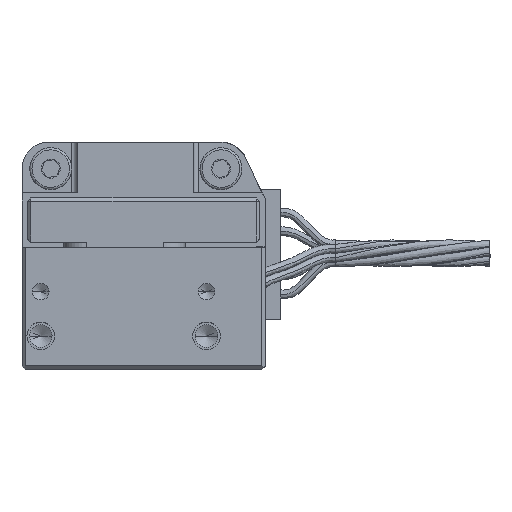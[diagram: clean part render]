
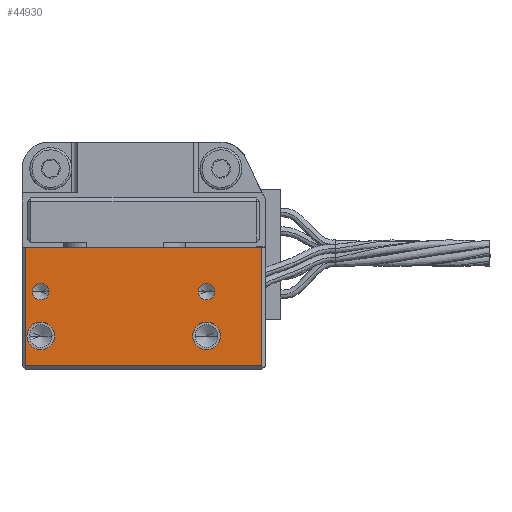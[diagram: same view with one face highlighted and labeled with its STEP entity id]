
A CAD part, top view. The second image highlights one B-rep face of the part: STEP entity #44930.
In plain terms, the highlighted planar face has unit normal (0, 0, 1).
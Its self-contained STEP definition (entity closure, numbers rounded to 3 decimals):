
#382 = AXIS2_PLACEMENT_3D ( 'NONE', #28477, #14528, #36176 ) ;
#2523 = PLANE ( 'NONE',  #13672 ) ;
#3043 = VECTOR ( 'NONE', #17713, 1000. ) ;
#3151 = EDGE_CURVE ( 'NONE', #8454, #16395, #40775, .T. ) ;
#3312 = CARTESIAN_POINT ( 'NONE',  ( -7.85, 7., 42. ) ) ;
#3510 = LINE ( 'NONE', #10500, #3043 ) ;
#3516 = ORIENTED_EDGE ( 'NONE', *, *, #6019, .F. ) ;
#3731 = CARTESIAN_POINT ( 'NONE',  ( -8.6, 7., 42. ) ) ;
#4223 = AXIS2_PLACEMENT_3D ( 'NONE', #36515, #7911, #12074 ) ;
#4310 = CARTESIAN_POINT ( 'NONE',  ( -8.6, 3., 42. ) ) ;
#4763 = ORIENTED_EDGE ( 'NONE', *, *, #15590, .F. ) ;
#5806 = DIRECTION ( 'NONE',  ( 0., 0., -1. ) ) ;
#6019 = EDGE_CURVE ( 'NONE', #45078, #15898, #6131, .T. ) ;
#6131 = CIRCLE ( 'NONE', #28380, 0.75 ) ;
#6541 = DIRECTION ( 'NONE',  ( 0., 0., 1. ) ) ;
#7874 = ORIENTED_EDGE ( 'NONE', *, *, #25227, .F. ) ;
#7884 = ORIENTED_EDGE ( 'NONE', *, *, #3151, .T. ) ;
#7905 = CARTESIAN_POINT ( 'NONE',  ( 5.65, 7., 42. ) ) ;
#7911 = DIRECTION ( 'NONE',  ( 0., 0., 1. ) ) ;
#8454 = VERTEX_POINT ( 'NONE', #14098 ) ;
#9524 = FACE_BOUND ( 'NONE', #27276, .T. ) ;
#10163 = CIRCLE ( 'NONE', #27234, 0.75 ) ;
#10500 = CARTESIAN_POINT ( 'NONE',  ( -10., 20.6, 42. ) ) ;
#10550 = DIRECTION ( 'NONE',  ( 1., 0., 0. ) ) ;
#11828 = VERTEX_POINT ( 'NONE', #30629 ) ;
#11957 = CARTESIAN_POINT ( 'NONE',  ( 6.4, 7., 42. ) ) ;
#12074 = DIRECTION ( 'NONE',  ( 1., 0., 0. ) ) ;
#13211 = EDGE_LOOP ( 'NONE', ( #32198, #7874 ) ) ;
#13237 = FACE_BOUND ( 'NONE', #31434, .T. ) ;
#13267 = DIRECTION ( 'NONE',  ( 0., 0., 1. ) ) ;
#13672 = AXIS2_PLACEMENT_3D ( 'NONE', #16727, #5806, #30919 ) ;
#13922 = CARTESIAN_POINT ( 'NONE',  ( -9.35, 7., 42. ) ) ;
#14098 = CARTESIAN_POINT ( 'NONE',  ( -10., 0.3, 42. ) ) ;
#14528 = DIRECTION ( 'NONE',  ( 0., 0., 1. ) ) ;
#15191 = EDGE_CURVE ( 'NONE', #38977, #18257, #35374, .T. ) ;
#15588 = DIRECTION ( 'NONE',  ( 0., 1., 0. ) ) ;
#15590 = EDGE_CURVE ( 'NONE', #15898, #45078, #32452, .T. ) ;
#15813 = CARTESIAN_POINT ( 'NONE',  ( 11.4, 20.6, 42. ) ) ;
#15898 = VERTEX_POINT ( 'NONE', #3312 ) ;
#16153 = AXIS2_PLACEMENT_3D ( 'NONE', #21864, #21647, #36308 ) ;
#16358 = DIRECTION ( 'NONE',  ( 1., 0., 0. ) ) ;
#16362 = CARTESIAN_POINT ( 'NONE',  ( 5.15, 3., 42. ) ) ;
#16395 = VERTEX_POINT ( 'NONE', #16881 ) ;
#16727 = CARTESIAN_POINT ( 'NONE',  ( -10.3, 20.6, 42. ) ) ;
#16881 = CARTESIAN_POINT ( 'NONE',  ( 11.4, 0.3, 42. ) ) ;
#17155 = DIRECTION ( 'NONE',  ( 0., 0., 1. ) ) ;
#17713 = DIRECTION ( 'NONE',  ( 0., -1., 0. ) ) ;
#17846 = CARTESIAN_POINT ( 'NONE',  ( 7.65, 3., 42. ) ) ;
#18035 = EDGE_CURVE ( 'NONE', #19770, #18707, #24108, .T. ) ;
#18257 = VERTEX_POINT ( 'NONE', #7905 ) ;
#18707 = VERTEX_POINT ( 'NONE', #17846 ) ;
#19204 = DIRECTION ( 'NONE',  ( 1., 0., 0. ) ) ;
#19770 = VERTEX_POINT ( 'NONE', #16362 ) ;
#19834 = DIRECTION ( 'NONE',  ( 1., 0., 0. ) ) ;
#20437 = CIRCLE ( 'NONE', #382, 1.25 ) ;
#20465 = ORIENTED_EDGE ( 'NONE', *, *, #35767, .T. ) ;
#20474 = VERTEX_POINT ( 'NONE', #28310 ) ;
#20735 = DIRECTION ( 'NONE',  ( 1., 0., 0. ) ) ;
#20794 = CARTESIAN_POINT ( 'NONE',  ( 11.7, 11., 42. ) ) ;
#21647 = DIRECTION ( 'NONE',  ( 0., 0., 1. ) ) ;
#21864 = CARTESIAN_POINT ( 'NONE',  ( -8.6, 3., 42. ) ) ;
#21944 = ORIENTED_EDGE ( 'NONE', *, *, #37770, .F. ) ;
#22024 = AXIS2_PLACEMENT_3D ( 'NONE', #11957, #26156, #16358 ) ;
#22097 = CIRCLE ( 'NONE', #16153, 1.25 ) ;
#22568 = CARTESIAN_POINT ( 'NONE',  ( 7.15, 7., 42. ) ) ;
#23836 = EDGE_CURVE ( 'NONE', #29807, #8454, #3510, .T. ) ;
#24108 = CIRCLE ( 'NONE', #33791, 1.25 ) ;
#24189 = DIRECTION ( 'NONE',  ( 1., 0., 0. ) ) ;
#25227 = EDGE_CURVE ( 'NONE', #18257, #38977, #10163, .T. ) ;
#26156 = DIRECTION ( 'NONE',  ( 0., 0., 1. ) ) ;
#26967 = FACE_BOUND ( 'NONE', #13211, .T. ) ;
#27049 = EDGE_LOOP ( 'NONE', ( #44236, #21944 ) ) ;
#27234 = AXIS2_PLACEMENT_3D ( 'NONE', #38543, #17155, #41584 ) ;
#27276 = EDGE_LOOP ( 'NONE', ( #4763, #3516 ) ) ;
#27645 = EDGE_CURVE ( 'NONE', #11828, #20474, #34053, .T. ) ;
#27654 = FACE_OUTER_BOUND ( 'NONE', #27971, .T. ) ;
#27880 = ORIENTED_EDGE ( 'NONE', *, *, #23836, .T. ) ;
#27971 = EDGE_LOOP ( 'NONE', ( #27880, #7884, #20465, #33257 ) ) ;
#28310 = CARTESIAN_POINT ( 'NONE',  ( -9.85, 3., 42. ) ) ;
#28380 = AXIS2_PLACEMENT_3D ( 'NONE', #3731, #6541, #20735 ) ;
#28477 = CARTESIAN_POINT ( 'NONE',  ( 6.4, 3., 42. ) ) ;
#29807 = VERTEX_POINT ( 'NONE', #43084 ) ;
#30629 = CARTESIAN_POINT ( 'NONE',  ( -7.35, 3., 42. ) ) ;
#30802 = VECTOR ( 'NONE', #15588, 1000. ) ;
#30919 = DIRECTION ( 'NONE',  ( -1., 0., 0. ) ) ;
#31152 = FACE_BOUND ( 'NONE', #27049, .T. ) ;
#31434 = EDGE_LOOP ( 'NONE', ( #44743, #41286 ) ) ;
#32198 = ORIENTED_EDGE ( 'NONE', *, *, #15191, .F. ) ;
#32452 = CIRCLE ( 'NONE', #4223, 0.75 ) ;
#33257 = ORIENTED_EDGE ( 'NONE', *, *, #38435, .F. ) ;
#33500 = LINE ( 'NONE', #15813, #30802 ) ;
#33791 = AXIS2_PLACEMENT_3D ( 'NONE', #45396, #13267, #24189 ) ;
#34053 = CIRCLE ( 'NONE', #40003, 1.25 ) ;
#34802 = VECTOR ( 'NONE', #10550, 1000. ) ;
#35374 = CIRCLE ( 'NONE', #22024, 0.75 ) ;
#35767 = EDGE_CURVE ( 'NONE', #16395, #36750, #33500, .T. ) ;
#36176 = DIRECTION ( 'NONE',  ( 1., 0., 0. ) ) ;
#36223 = EDGE_CURVE ( 'NONE', #18707, #19770, #20437, .T. ) ;
#36308 = DIRECTION ( 'NONE',  ( 1., 0., 0. ) ) ;
#36515 = CARTESIAN_POINT ( 'NONE',  ( -8.6, 7., 42. ) ) ;
#36750 = VERTEX_POINT ( 'NONE', #41777 ) ;
#37101 = DIRECTION ( 'NONE',  ( 0., 0., 1. ) ) ;
#37770 = EDGE_CURVE ( 'NONE', #20474, #11828, #22097, .T. ) ;
#38435 = EDGE_CURVE ( 'NONE', #29807, #36750, #44806, .T. ) ;
#38543 = CARTESIAN_POINT ( 'NONE',  ( 6.4, 7., 42. ) ) ;
#38721 = VECTOR ( 'NONE', #19834, 1000. ) ;
#38977 = VERTEX_POINT ( 'NONE', #22568 ) ;
#40003 = AXIS2_PLACEMENT_3D ( 'NONE', #4310, #37101, #19204 ) ;
#40775 = LINE ( 'NONE', #41697, #38721 ) ;
#41286 = ORIENTED_EDGE ( 'NONE', *, *, #18035, .F. ) ;
#41584 = DIRECTION ( 'NONE',  ( 1., 0., 0. ) ) ;
#41697 = CARTESIAN_POINT ( 'NONE',  ( -10.3, 0.3, 42. ) ) ;
#41777 = CARTESIAN_POINT ( 'NONE',  ( 11.4, 11., 42. ) ) ;
#43084 = CARTESIAN_POINT ( 'NONE',  ( -10., 11., 42. ) ) ;
#44236 = ORIENTED_EDGE ( 'NONE', *, *, #27645, .F. ) ;
#44743 = ORIENTED_EDGE ( 'NONE', *, *, #36223, .F. ) ;
#44806 = LINE ( 'NONE', #20794, #34802 ) ;
#44930 = ADVANCED_FACE ( 'NONE', ( #9524, #26967, #13237, #31152, #27654 ), #2523, .F. ) ;
#45078 = VERTEX_POINT ( 'NONE', #13922 ) ;
#45396 = CARTESIAN_POINT ( 'NONE',  ( 6.4, 3., 42. ) ) ;
